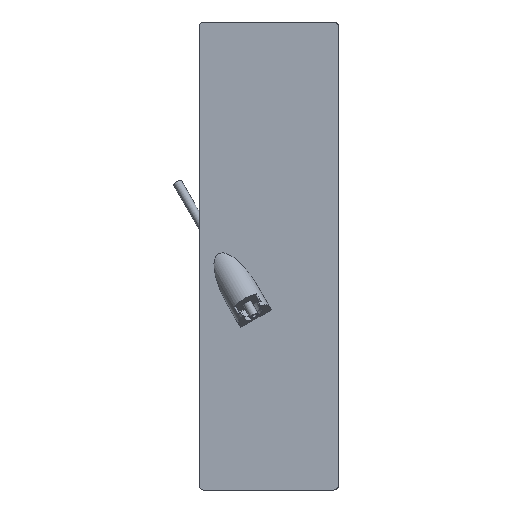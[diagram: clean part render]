
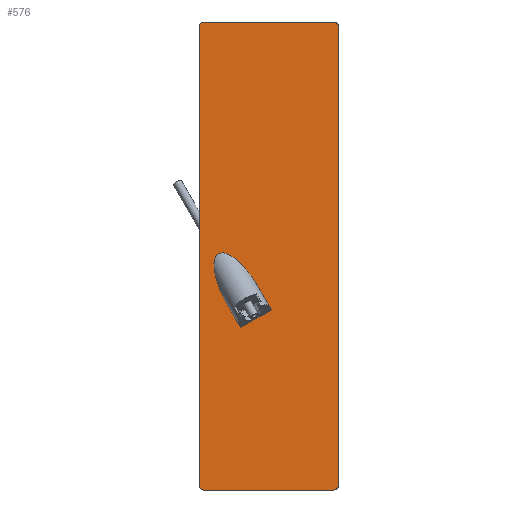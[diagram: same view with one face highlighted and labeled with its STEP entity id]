
A CAD part, left-side view. The second image highlights one B-rep face of the part: STEP entity #576.
In plain terms, the highlighted planar face has unit normal (-1, 0, 0).
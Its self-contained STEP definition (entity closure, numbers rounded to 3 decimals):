
#19=ELLIPSE('',#617,21.356,8.);
#45=LINE('',#1096,#92);
#56=LINE('',#1127,#103);
#57=LINE('',#1129,#104);
#66=LINE('',#1167,#113);
#67=LINE('',#1171,#114);
#68=LINE('',#1175,#115);
#69=LINE('',#1178,#116);
#92=VECTOR('',#732,10.);
#103=VECTOR('',#765,10.);
#104=VECTOR('',#768,10.);
#113=VECTOR('',#809,1000.);
#114=VECTOR('',#812,1000.);
#115=VECTOR('',#815,1000.);
#116=VECTOR('',#818,1000.);
#143=FACE_BOUND('',#204,.T.);
#167=FACE_OUTER_BOUND('',#203,.T.);
#203=EDGE_LOOP('',(#492,#493,#494,#495,#496,#497,#498,#499));
#204=EDGE_LOOP('',(#500,#501,#502,#503));
#239=CIRCLE('',#652,2.);
#240=CIRCLE('',#653,2.);
#241=CIRCLE('',#654,2.);
#242=CIRCLE('',#655,2.);
#255=VERTEX_POINT('',#1066);
#256=VERTEX_POINT('',#1068);
#267=VERTEX_POINT('',#1093);
#268=VERTEX_POINT('',#1095);
#288=VERTEX_POINT('',#1163);
#289=VERTEX_POINT('',#1164);
#290=VERTEX_POINT('',#1166);
#291=VERTEX_POINT('',#1168);
#292=VERTEX_POINT('',#1170);
#293=VERTEX_POINT('',#1172);
#294=VERTEX_POINT('',#1174);
#295=VERTEX_POINT('',#1176);
#313=EDGE_CURVE('',#255,#256,#19,.F.);
#327=EDGE_CURVE('',#268,#267,#45,.T.);
#343=EDGE_CURVE('',#255,#268,#56,.T.);
#344=EDGE_CURVE('',#267,#256,#57,.T.);
#360=EDGE_CURVE('',#288,#289,#239,.T.);
#361=EDGE_CURVE('',#290,#288,#66,.T.);
#362=EDGE_CURVE('',#291,#290,#240,.T.);
#363=EDGE_CURVE('',#291,#292,#67,.T.);
#364=EDGE_CURVE('',#293,#292,#241,.T.);
#365=EDGE_CURVE('',#294,#293,#68,.T.);
#366=EDGE_CURVE('',#295,#294,#242,.T.);
#367=EDGE_CURVE('',#295,#289,#69,.T.);
#492=ORIENTED_EDGE('',*,*,#360,.F.);
#493=ORIENTED_EDGE('',*,*,#361,.F.);
#494=ORIENTED_EDGE('',*,*,#362,.F.);
#495=ORIENTED_EDGE('',*,*,#363,.T.);
#496=ORIENTED_EDGE('',*,*,#364,.F.);
#497=ORIENTED_EDGE('',*,*,#365,.F.);
#498=ORIENTED_EDGE('',*,*,#366,.F.);
#499=ORIENTED_EDGE('',*,*,#367,.T.);
#500=ORIENTED_EDGE('',*,*,#344,.T.);
#501=ORIENTED_EDGE('',*,*,#313,.F.);
#502=ORIENTED_EDGE('',*,*,#343,.T.);
#503=ORIENTED_EDGE('',*,*,#327,.T.);
#548=PLANE('',#651);
#576=ADVANCED_FACE('',(#167,#143),#548,.T.);
#617=AXIS2_PLACEMENT_3D('',#1069,#709,#710);
#651=AXIS2_PLACEMENT_3D('',#1162,#805,#806);
#652=AXIS2_PLACEMENT_3D('',#1165,#807,#808);
#653=AXIS2_PLACEMENT_3D('',#1169,#810,#811);
#654=AXIS2_PLACEMENT_3D('',#1173,#813,#814);
#655=AXIS2_PLACEMENT_3D('',#1177,#816,#817);
#709=DIRECTION('center_axis',(1.,0.,0.));
#710=DIRECTION('ref_axis',(0.,0.5,0.866));
#732=DIRECTION('',(0.,0.866,-0.5));
#765=DIRECTION('',(0.,-0.5,-0.866));
#768=DIRECTION('',(0.,0.5,0.866));
#805=DIRECTION('center_axis',(-1.,0.,0.));
#806=DIRECTION('ref_axis',(0.,0.,1.));
#807=DIRECTION('center_axis',(1.,0.,0.));
#808=DIRECTION('ref_axis',(0.,-0.707,0.707));
#809=DIRECTION('',(0.,-1.,0.));
#810=DIRECTION('center_axis',(1.,0.,0.));
#811=DIRECTION('ref_axis',(0.,0.707,0.707));
#812=DIRECTION('',(0.,0.,-1.));
#813=DIRECTION('center_axis',(1.,0.,0.));
#814=DIRECTION('ref_axis',(0.,0.707,-0.707));
#815=DIRECTION('',(0.,1.,0.));
#816=DIRECTION('center_axis',(1.,0.,0.));
#817=DIRECTION('ref_axis',(0.,-0.707,-0.707));
#818=DIRECTION('',(0.,0.,1.));
#1066=CARTESIAN_POINT('',(0.,14.432,-13.518));
#1068=CARTESIAN_POINT('',(0.,28.288,-21.518));
#1069=CARTESIAN_POINT('Origin',(0.,21.36,-17.518));
#1093=CARTESIAN_POINT('',(0.,21.994,-32.421));
#1095=CARTESIAN_POINT('',(0.,8.137,-24.421));
#1096=CARTESIAN_POINT('',(0.,8.876,-24.848));
#1127=CARTESIAN_POINT('',(0.,14.07,-14.145));
#1129=CARTESIAN_POINT('',(0.,35.427,-9.154));
#1162=CARTESIAN_POINT('Origin',(0.,9.25,0.));
#1163=CARTESIAN_POINT('',(0.,-20.25,106.));
#1164=CARTESIAN_POINT('',(0.,-22.25,104.));
#1165=CARTESIAN_POINT('Origin',(0.,-20.25,
104.));
#1166=CARTESIAN_POINT('',(0.,38.75,106.));
#1167=CARTESIAN_POINT('',(0.,43.75,106.));
#1168=CARTESIAN_POINT('',(0.,40.75,104.));
#1169=CARTESIAN_POINT('Origin',(0.,38.75,104.));
#1170=CARTESIAN_POINT('',(0.,40.75,-104.));
#1171=CARTESIAN_POINT('',(0.,40.75,53.));
#1172=CARTESIAN_POINT('',(0.,38.75,-106.));
#1173=CARTESIAN_POINT('Origin',(0.,38.75,
-104.));
#1174=CARTESIAN_POINT('',(0.,-20.25,-106.));
#1175=CARTESIAN_POINT('',(0.,43.75,-106.));
#1176=CARTESIAN_POINT('',(0.,-22.25,-104.));
#1177=CARTESIAN_POINT('Origin',(0.,-20.25,
-104.));
#1178=CARTESIAN_POINT('',(0.,-22.25,106.));
